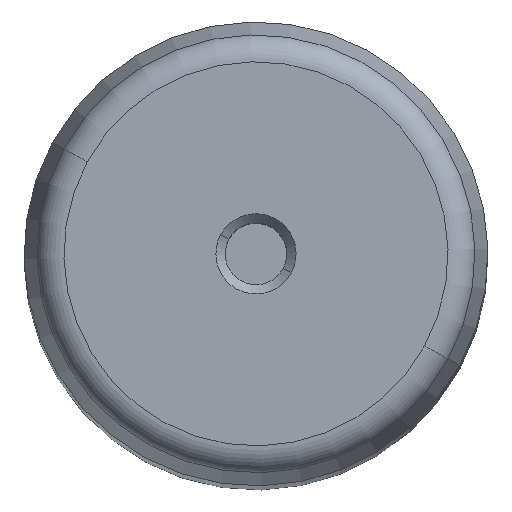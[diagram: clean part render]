
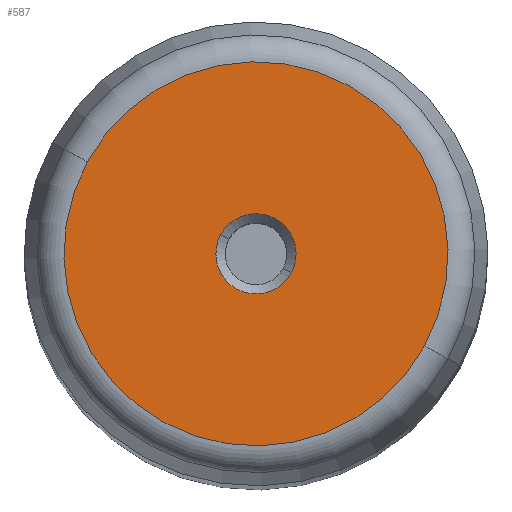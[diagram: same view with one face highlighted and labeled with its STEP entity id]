
A CAD part, top view. The second image highlights one B-rep face of the part: STEP entity #587.
In plain terms, the highlighted planar face has unit normal (0, 0, 1).
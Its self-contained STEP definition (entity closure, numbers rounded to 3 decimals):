
#353=CARTESIAN_POINT('Axis2P3D Location',(0.,0.,262.)) ;
#357=CARTESIAN_POINT('Vertex',(-3.794,2.073,262.)) ;
#359=CARTESIAN_POINT('Vertex',(3.794,-2.073,262.)) ;
#384=CARTESIAN_POINT('Axis2P3D Location',(0.,0.,262.)) ;
#560=CARTESIAN_POINT('Axis2P3D Location',(-23.,0.,262.)) ;
#565=CARTESIAN_POINT('Axis2P3D Location',(0.,0.,262.)) ;
#569=CARTESIAN_POINT('Vertex',(-18.164,9.923,262.)) ;
#571=CARTESIAN_POINT('Vertex',(18.164,-9.923,262.)) ;
#574=CARTESIAN_POINT('Axis2P3D Location',(0.,0.,262.)) ;
#354=DIRECTION('Axis2P3D Direction',(0.,0.,1.)) ;
#385=DIRECTION('Axis2P3D Direction',(0.,0.,1.)) ;
#561=DIRECTION('Axis2P3D Direction',(0.,0.,-1.)) ;
#562=DIRECTION('Axis2P3D XDirection',(1.,0.,0.)) ;
#566=DIRECTION('Axis2P3D Direction',(0.,0.,-1.)) ;
#575=DIRECTION('Axis2P3D Direction',(0.,0.,-1.)) ;
#355=AXIS2_PLACEMENT_3D('Circle Axis2P3D',#353,#354,$) ;
#386=AXIS2_PLACEMENT_3D('Circle Axis2P3D',#384,#385,$) ;
#563=AXIS2_PLACEMENT_3D('Plane Axis2P3D',#560,#561,#562) ;
#567=AXIS2_PLACEMENT_3D('Circle Axis2P3D',#565,#566,$) ;
#576=AXIS2_PLACEMENT_3D('Circle Axis2P3D',#574,#575,$) ;
#580=ORIENTED_EDGE('',*,*,#573,.F.) ;
#581=ORIENTED_EDGE('',*,*,#578,.F.) ;
#584=ORIENTED_EDGE('',*,*,#361,.T.) ;
#585=ORIENTED_EDGE('',*,*,#388,.T.) ;
#586=FACE_BOUND('',#583,.T.) ;
#587=ADVANCED_FACE('PartBody',(#582,#586),#564,.F.) ;
#356=CIRCLE('generated circle',#355,4.324) ;
#387=CIRCLE('generated circle',#386,4.324) ;
#568=CIRCLE('generated circle',#567,20.698) ;
#577=CIRCLE('generated circle',#576,20.698) ;
#361=EDGE_CURVE('',#358,#360,#356,.F.) ;
#388=EDGE_CURVE('',#360,#358,#387,.F.) ;
#573=EDGE_CURVE('',#570,#572,#568,.T.) ;
#578=EDGE_CURVE('',#572,#570,#577,.T.) ;
#579=EDGE_LOOP('',(#580,#581)) ;
#583=EDGE_LOOP('',(#584,#585)) ;
#582=FACE_OUTER_BOUND('',#579,.T.) ;
#564=PLANE('Plane',#563) ;
#358=VERTEX_POINT('',#357) ;
#360=VERTEX_POINT('',#359) ;
#570=VERTEX_POINT('',#569) ;
#572=VERTEX_POINT('',#571) ;
